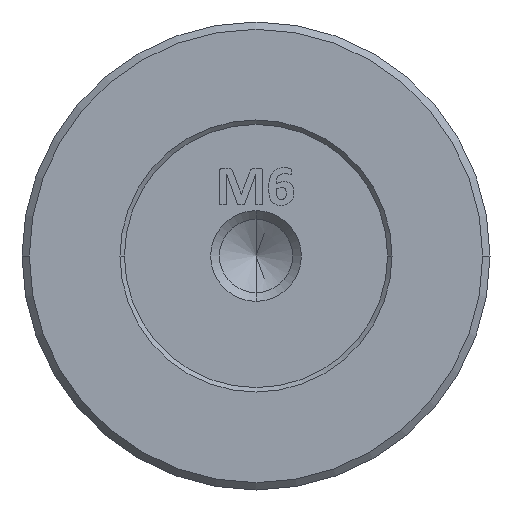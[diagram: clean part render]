
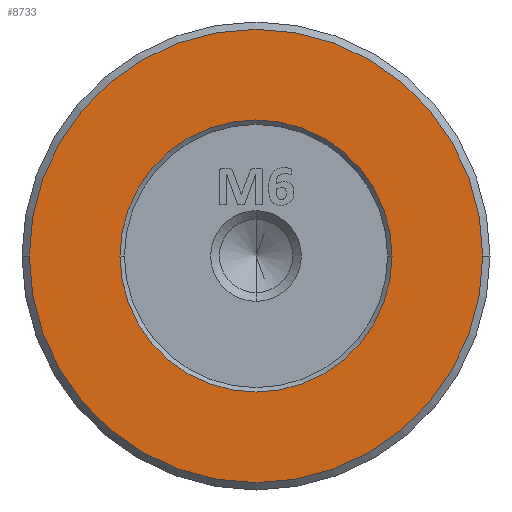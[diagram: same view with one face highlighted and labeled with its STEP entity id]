
A CAD part, left-side view. The second image highlights one B-rep face of the part: STEP entity #8733.
In plain terms, the highlighted planar face has unit normal (-1, 0, 0).
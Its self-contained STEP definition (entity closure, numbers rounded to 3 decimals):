
#260 = FACE_OUTER_BOUND ( 'NONE', #7378, .T. ) ;
#491 = ORIENTED_EDGE ( 'NONE', *, *, #11230, .T. ) ;
#816 = CIRCLE ( 'NONE', #4971, 15.5 ) ;
#1181 = VERTEX_POINT ( 'NONE', #11586 ) ;
#2028 = CARTESIAN_POINT ( 'NONE',  ( -111.246, 4.064, 6.822 ) ) ;
#3191 = CIRCLE ( 'NONE', #3639, 15.5 ) ;
#3639 = AXIS2_PLACEMENT_3D ( 'NONE', #2028, #4618, #17354 ) ;
#4618 = DIRECTION ( 'NONE',  ( -1., 0., 0. ) ) ;
#4971 = AXIS2_PLACEMENT_3D ( 'NONE', #13135, #4986, #5268 ) ;
#4986 = DIRECTION ( 'NONE',  ( -1., 0., 0. ) ) ;
#5268 = DIRECTION ( 'NONE',  ( 0., -1., 0. ) ) ;
#5610 = ORIENTED_EDGE ( 'NONE', *, *, #8925, .T. ) ;
#6137 = DIRECTION ( 'NONE',  ( 1., 0., 0. ) ) ;
#6857 = PLANE ( 'NONE',  #14281 ) ;
#7378 = EDGE_LOOP ( 'NONE', ( #21203, #22170 ) ) ;
#8232 = CIRCLE ( 'NONE', #8702, 9.3 ) ;
#8702 = AXIS2_PLACEMENT_3D ( 'NONE', #22543, #14094, #24964 ) ;
#8733 = ADVANCED_FACE ( 'NONE', ( #20175, #260 ), #6857, .T. ) ;
#8925 = EDGE_CURVE ( 'NONE', #16953, #27504, #24681, .T. ) ;
#9002 = DIRECTION ( 'NONE',  ( 0., 1., 0. ) ) ;
#11230 = EDGE_CURVE ( 'NONE', #27504, #16953, #8232, .T. ) ;
#11586 = CARTESIAN_POINT ( 'NONE',  ( -111.246, 19.564, 6.822 ) ) ;
#12702 = CARTESIAN_POINT ( 'NONE',  ( -111.246, 4.064, 6.822 ) ) ;
#13135 = CARTESIAN_POINT ( 'NONE',  ( -111.246, 4.064, 6.822 ) ) ;
#14094 = DIRECTION ( 'NONE',  ( 1., 0., 0. ) ) ;
#14281 = AXIS2_PLACEMENT_3D ( 'NONE', #15729, #15871, #9002 ) ;
#14568 = CARTESIAN_POINT ( 'NONE',  ( -111.246, 13.364, 6.822 ) ) ;
#15666 = VERTEX_POINT ( 'NONE', #25253 ) ;
#15729 = CARTESIAN_POINT ( 'NONE',  ( -111.246, 4.064, 6.822 ) ) ;
#15871 = DIRECTION ( 'NONE',  ( -1., 0., 0. ) ) ;
#16953 = VERTEX_POINT ( 'NONE', #23964 ) ;
#17354 = DIRECTION ( 'NONE',  ( 0., -1., 0. ) ) ;
#19440 = EDGE_CURVE ( 'NONE', #15666, #1181, #3191, .T. ) ;
#20175 = FACE_BOUND ( 'NONE', #26130, .T. ) ;
#21203 = ORIENTED_EDGE ( 'NONE', *, *, #24847, .T. ) ;
#22170 = ORIENTED_EDGE ( 'NONE', *, *, #19440, .T. ) ;
#22543 = CARTESIAN_POINT ( 'NONE',  ( -111.246, 4.064, 6.822 ) ) ;
#23964 = CARTESIAN_POINT ( 'NONE',  ( -111.246, -5.236, 6.822 ) ) ;
#24681 = CIRCLE ( 'NONE', #28333, 9.3 ) ;
#24847 = EDGE_CURVE ( 'NONE', #1181, #15666, #816, .T. ) ;
#24964 = DIRECTION ( 'NONE',  ( 0., -1., 0. ) ) ;
#25253 = CARTESIAN_POINT ( 'NONE',  ( -111.246, -11.436, 6.822 ) ) ;
#25582 = DIRECTION ( 'NONE',  ( 0., -1., 0. ) ) ;
#26130 = EDGE_LOOP ( 'NONE', ( #5610, #491 ) ) ;
#27504 = VERTEX_POINT ( 'NONE', #14568 ) ;
#28333 = AXIS2_PLACEMENT_3D ( 'NONE', #12702, #6137, #25582 ) ;
